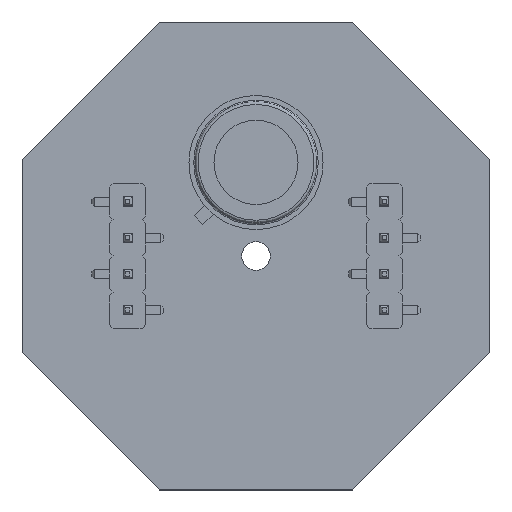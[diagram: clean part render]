
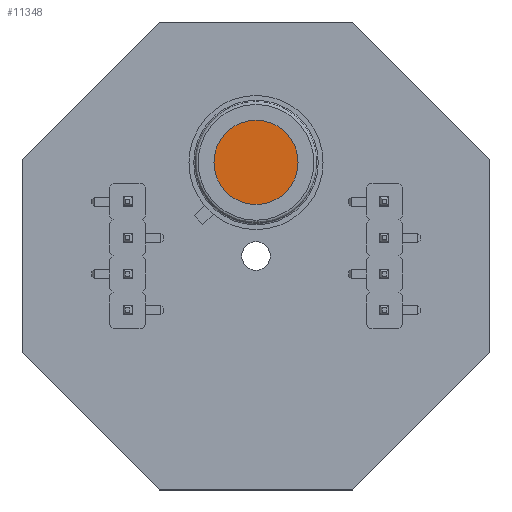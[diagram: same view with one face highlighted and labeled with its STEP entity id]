
A CAD part, top view. The second image highlights one B-rep face of the part: STEP entity #11348.
In plain terms, the highlighted planar face has unit normal (0, 0, 1).
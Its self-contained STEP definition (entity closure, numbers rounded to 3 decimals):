
#10925 = CYLINDRICAL_SURFACE('',#10926,2.95);
#10926 = AXIS2_PLACEMENT_3D('',#10927,#10928,#10929);
#10927 = CARTESIAN_POINT('',(2.54,0.,11.6));
#10928 = DIRECTION('',(0.,0.,-1.));
#10929 = DIRECTION('',(-1.,0.,0.));
#11106 = EDGE_CURVE('',#11107,#11107,#11109,.T.);
#11107 = VERTEX_POINT('',#11108);
#11108 = CARTESIAN_POINT('',(-0.41,0.,11.349)
  );
#11109 = SURFACE_CURVE('',#11110,(#11115,#11144),.PCURVE_S1.);
#11110 = CIRCLE('',#11111,2.95);
#11111 = AXIS2_PLACEMENT_3D('',#11112,#11113,#11114);
#11112 = CARTESIAN_POINT('',(2.54,0.,11.349));
#11113 = DIRECTION('',(0.,0.,1.));
#11114 = DIRECTION('',(-1.,0.,0.));
#11115 = PCURVE('',#10925,#11116);
#11116 = DEFINITIONAL_REPRESENTATION('',(#11117),#11143);
#11117 = B_SPLINE_CURVE_WITH_KNOTS('',3,(#11118,#11119,#11120,#11121,
    #11122,#11123,#11124,#11125,#11126,#11127,#11128,#11129,#11130,
    #11131,#11132,#11133,#11134,#11135,#11136,#11137,#11138,#11139,
    #11140,#11141,#11142),.UNSPECIFIED.,.F.,.F.,(4,1,1,1,1,1,1,1,1,1,1,1
    ,1,1,1,1,1,1,1,1,1,1,4),(0.,0.286,0.571,
    0.857,1.142,1.428,1.714,
    1.999,2.285,2.57,2.856,
    3.142,3.427,3.713,3.998,
    4.284,4.57,4.855,5.141,
    5.426,5.712,5.998,6.283),
  .QUASI_UNIFORM_KNOTS.);
#11118 = CARTESIAN_POINT('',(6.283,0.251));
#11119 = CARTESIAN_POINT('',(6.188,0.251));
#11120 = CARTESIAN_POINT('',(5.998,0.251));
#11121 = CARTESIAN_POINT('',(5.712,0.251));
#11122 = CARTESIAN_POINT('',(5.426,0.251));
#11123 = CARTESIAN_POINT('',(5.141,0.251));
#11124 = CARTESIAN_POINT('',(4.855,0.251));
#11125 = CARTESIAN_POINT('',(4.57,0.251));
#11126 = CARTESIAN_POINT('',(4.284,0.251));
#11127 = CARTESIAN_POINT('',(3.998,0.251));
#11128 = CARTESIAN_POINT('',(3.713,0.251));
#11129 = CARTESIAN_POINT('',(3.427,0.251));
#11130 = CARTESIAN_POINT('',(3.142,0.251));
#11131 = CARTESIAN_POINT('',(2.856,0.251));
#11132 = CARTESIAN_POINT('',(2.57,0.251));
#11133 = CARTESIAN_POINT('',(2.285,0.251));
#11134 = CARTESIAN_POINT('',(1.999,0.251));
#11135 = CARTESIAN_POINT('',(1.714,0.251));
#11136 = CARTESIAN_POINT('',(1.428,0.251));
#11137 = CARTESIAN_POINT('',(1.142,0.251));
#11138 = CARTESIAN_POINT('',(0.857,0.251));
#11139 = CARTESIAN_POINT('',(0.571,0.251));
#11140 = CARTESIAN_POINT('',(0.286,0.251));
#11141 = CARTESIAN_POINT('',(0.095,0.251));
#11142 = CARTESIAN_POINT('',(0.,0.251));
#11143 = ( GEOMETRIC_REPRESENTATION_CONTEXT(2) 
PARAMETRIC_REPRESENTATION_CONTEXT() REPRESENTATION_CONTEXT('2D SPACE',''
  ) );
#11144 = PCURVE('',#11145,#11150);
#11145 = PLANE('',#11146);
#11146 = AXIS2_PLACEMENT_3D('',#11147,#11148,#11149);
#11147 = CARTESIAN_POINT('',(2.54,0.,11.349));
#11148 = DIRECTION('',(0.,0.,1.));
#11149 = DIRECTION('',(-1.,0.,0.));
#11150 = DEFINITIONAL_REPRESENTATION('',(#11151),#11155);
#11151 = CIRCLE('',#11152,2.95);
#11152 = AXIS2_PLACEMENT_2D('',#11153,#11154);
#11153 = CARTESIAN_POINT('',(0.,0.));
#11154 = DIRECTION('',(1.,0.));
#11155 = ( GEOMETRIC_REPRESENTATION_CONTEXT(2) 
PARAMETRIC_REPRESENTATION_CONTEXT() REPRESENTATION_CONTEXT('2D SPACE',''
  ) );
#11348 = ADVANCED_FACE('',(#11349),#11145,.T.);
#11349 = FACE_BOUND('',#11350,.F.);
#11350 = EDGE_LOOP('',(#11351));
#11351 = ORIENTED_EDGE('',*,*,#11106,.F.);
